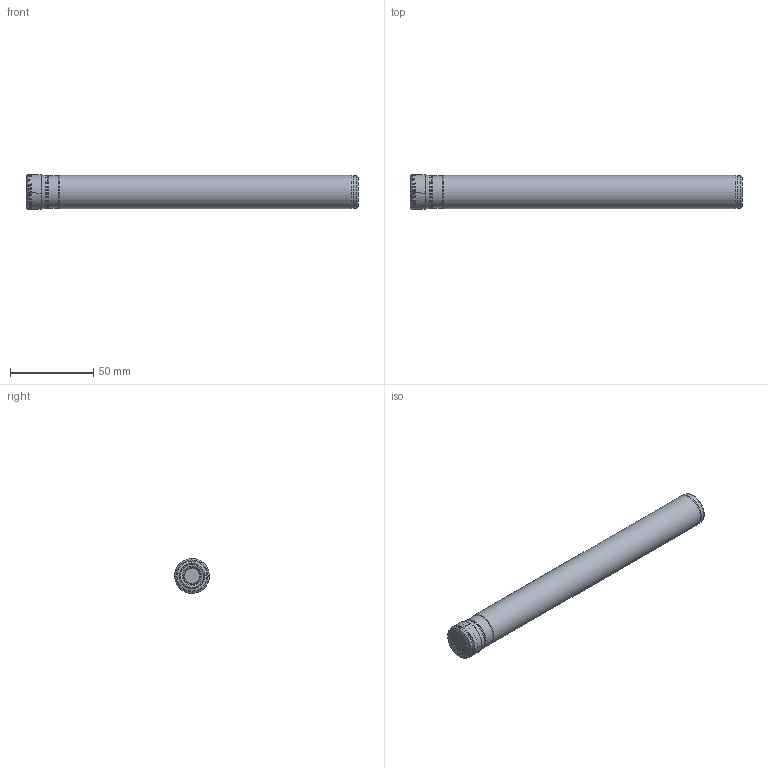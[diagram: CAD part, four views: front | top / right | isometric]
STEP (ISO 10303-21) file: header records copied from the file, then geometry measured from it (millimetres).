
FILE_DESCRIPTION(/* description */ (''),/* implementation_level */ '2;1');
FILE_NAME(/* name */ 'AHFM-YP1003-D21-C20-L200-Z03.stp',/* time_stamp */ '2023-10-31T16:33:07+03:00',/* author */ (''),/* organization */ (''),/* preprocessor_version */ 'ST-DEVELOPER v19.4',/* originating_system */ 'SIEMENS PLM Software NX2306.5001',/* authorisation */ '');
FILE_SCHEMA (('AUTOMOTIVE_DESIGN { 1 0 10303 214 3 1 1 1 }'));
Length unit declared in the file: millimetre
Products named in the file (1): AHFM-YP1003-D21-C20-L200-Z03-LIGHT_x_t_objects
Bounding box: 200 x 21 x 21 mm (x, y, z)
Volume: 64940.1 mm3; surface area: 14410.1 mm2
Topology: 2 solids, 2 shells, 65 faces, 127 edges, 64 vertices
Faces by surface type: bspline 48, cylinder 4, cone 4, revolution 4, torus 3, plane 2
Full cylindrical faces by diameter (mm): 19.5 x2, 20 x2
Entity records: 2156 total; most frequent: CARTESIAN_POINT 994, DIRECTION 228, ORIENTED_EDGE 224, EDGE_CURVE 112, AXIS2_PLACEMENT_3D 98, EDGE_LOOP 80, ADVANCED_FACE 65, VERTEX_POINT 64
